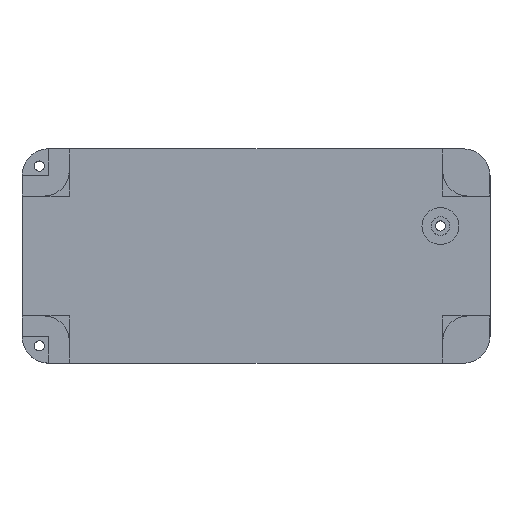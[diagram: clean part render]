
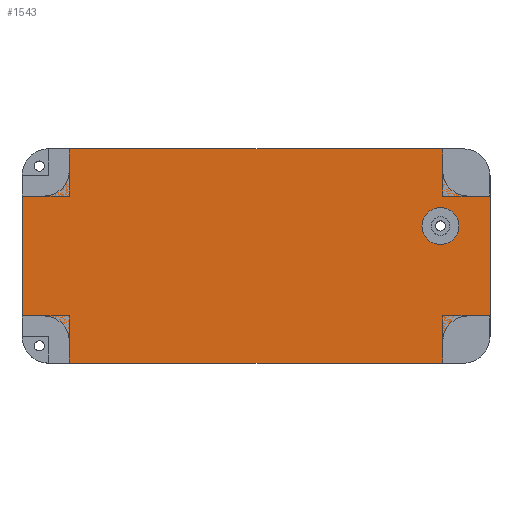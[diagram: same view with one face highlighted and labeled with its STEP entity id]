
A CAD part, top view. The second image highlights one B-rep face of the part: STEP entity #1543.
In plain terms, the highlighted planar face has unit normal (0, 0, 1).
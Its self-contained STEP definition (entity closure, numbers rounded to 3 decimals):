
#44=FACE_BOUND('',#305,.T.);
#45=FACE_BOUND('',#306,.T.);
#46=FACE_BOUND('',#307,.T.);
#47=FACE_BOUND('',#308,.T.);
#48=FACE_BOUND('',#309,.T.);
#107=PLANE('',#1719);
#198=FACE_OUTER_BOUND('',#304,.T.);
#304=EDGE_LOOP('',(#1392,#1393,#1394,#1395,#1396,#1397,#1398,#1399));
#305=EDGE_LOOP('',(#1400));
#306=EDGE_LOOP('',(#1401));
#307=EDGE_LOOP('',(#1402));
#308=EDGE_LOOP('',(#1403));
#309=EDGE_LOOP('',(#1404));
#375=CIRCLE('',#1690,4.);
#377=CIRCLE('',#1693,4.);
#379=CIRCLE('',#1696,4.);
#381=CIRCLE('',#1699,4.);
#383=CIRCLE('',#1702,2.5);
#384=CIRCLE('',#1704,5.75);
#386=CIRCLE('',#1708,5.75);
#388=CIRCLE('',#1712,5.75);
#390=CIRCLE('',#1716,5.75);
#510=LINE('',#2588,#642);
#514=LINE('',#2600,#646);
#518=LINE('',#2612,#650);
#522=LINE('',#2623,#654);
#642=VECTOR('',#2147,10.);
#646=VECTOR('',#2159,10.);
#650=VECTOR('',#2171,10.);
#654=VECTOR('',#2183,10.);
#769=VERTEX_POINT('',#2550);
#771=VERTEX_POINT('',#2556);
#773=VERTEX_POINT('',#2562);
#775=VERTEX_POINT('',#2568);
#777=VERTEX_POINT('',#2574);
#778=VERTEX_POINT('',#2578);
#779=VERTEX_POINT('',#2579);
#782=VERTEX_POINT('',#2587);
#784=VERTEX_POINT('',#2593);
#786=VERTEX_POINT('',#2599);
#788=VERTEX_POINT('',#2605);
#790=VERTEX_POINT('',#2611);
#792=VERTEX_POINT('',#2617);
#965=EDGE_CURVE('',#769,#769,#375,.T.);
#968=EDGE_CURVE('',#771,#771,#377,.T.);
#971=EDGE_CURVE('',#773,#773,#379,.T.);
#974=EDGE_CURVE('',#775,#775,#381,.T.);
#977=EDGE_CURVE('',#777,#777,#383,.T.);
#978=EDGE_CURVE('',#778,#779,#384,.T.);
#982=EDGE_CURVE('',#779,#782,#510,.T.);
#985=EDGE_CURVE('',#782,#784,#386,.T.);
#988=EDGE_CURVE('',#784,#786,#514,.T.);
#991=EDGE_CURVE('',#786,#788,#388,.T.);
#994=EDGE_CURVE('',#790,#788,#518,.T.);
#997=EDGE_CURVE('',#790,#792,#390,.T.);
#1000=EDGE_CURVE('',#792,#778,#522,.T.);
#1392=ORIENTED_EDGE('',*,*,#1000,.T.);
#1393=ORIENTED_EDGE('',*,*,#978,.T.);
#1394=ORIENTED_EDGE('',*,*,#982,.T.);
#1395=ORIENTED_EDGE('',*,*,#985,.T.);
#1396=ORIENTED_EDGE('',*,*,#988,.T.);
#1397=ORIENTED_EDGE('',*,*,#991,.T.);
#1398=ORIENTED_EDGE('',*,*,#994,.F.);
#1399=ORIENTED_EDGE('',*,*,#997,.T.);
#1400=ORIENTED_EDGE('',*,*,#965,.T.);
#1401=ORIENTED_EDGE('',*,*,#968,.T.);
#1402=ORIENTED_EDGE('',*,*,#971,.T.);
#1403=ORIENTED_EDGE('',*,*,#974,.T.);
#1404=ORIENTED_EDGE('',*,*,#977,.F.);
#1543=ADVANCED_FACE('',(#198,#44,#45,#46,#47,#48),#107,.T.);
#1690=AXIS2_PLACEMENT_3D('',#2552,#2107,#2108);
#1693=AXIS2_PLACEMENT_3D('',#2558,#2114,#2115);
#1696=AXIS2_PLACEMENT_3D('',#2564,#2121,#2122);
#1699=AXIS2_PLACEMENT_3D('',#2570,#2128,#2129);
#1702=AXIS2_PLACEMENT_3D('',#2576,#2135,#2136);
#1704=AXIS2_PLACEMENT_3D('',#2580,#2139,#2140);
#1708=AXIS2_PLACEMENT_3D('',#2594,#2152,#2153);
#1712=AXIS2_PLACEMENT_3D('',#2606,#2164,#2165);
#1716=AXIS2_PLACEMENT_3D('',#2618,#2176,#2177);
#1719=AXIS2_PLACEMENT_3D('',#2625,#2185,#2186);
#2107=DIRECTION('center_axis',(0.,0.,-1.));
#2108=DIRECTION('ref_axis',(1.,0.,0.));
#2114=DIRECTION('center_axis',(0.,0.,-1.));
#2115=DIRECTION('ref_axis',(1.,0.,0.));
#2121=DIRECTION('center_axis',(0.,0.,-1.));
#2122=DIRECTION('ref_axis',(1.,0.,0.));
#2128=DIRECTION('center_axis',(0.,0.,-1.));
#2129=DIRECTION('ref_axis',(1.,0.,0.));
#2135=DIRECTION('center_axis',(0.,0.,1.));
#2136=DIRECTION('ref_axis',(-1.,0.,0.));
#2139=DIRECTION('center_axis',(0.,0.,1.));
#2140=DIRECTION('ref_axis',(0.,1.,0.));
#2147=DIRECTION('',(0.,-1.,0.));
#2152=DIRECTION('center_axis',(0.,0.,1.));
#2153=DIRECTION('ref_axis',(-1.,0.,0.));
#2159=DIRECTION('',(1.,0.,0.));
#2164=DIRECTION('center_axis',(0.,0.,1.));
#2165=DIRECTION('ref_axis',(0.,-1.,0.));
#2171=DIRECTION('',(0.,-1.,0.));
#2176=DIRECTION('center_axis',(0.,0.,1.));
#2177=DIRECTION('ref_axis',(1.,0.,0.));
#2183=DIRECTION('',(-1.,0.,0.));
#2185=DIRECTION('center_axis',(0.,0.,1.));
#2186=DIRECTION('ref_axis',(-1.,0.,0.));
#2550=CARTESIAN_POINT('',(91.5,41.,-9.5));
#2552=CARTESIAN_POINT('Origin',(95.5,41.,-9.5));
#2556=CARTESIAN_POINT('',(0.5,4.,-9.5));
#2558=CARTESIAN_POINT('Origin',(4.5,4.,-9.5));
#2562=CARTESIAN_POINT('',(0.5,41.,-9.5));
#2564=CARTESIAN_POINT('Origin',(4.5,41.,-9.5));
#2568=CARTESIAN_POINT('',(91.5,4.,-9.5));
#2570=CARTESIAN_POINT('Origin',(95.5,4.,-9.5));
#2574=CARTESIAN_POINT('',(92.5,29.,-9.5));
#2576=CARTESIAN_POINT('Origin',(90.,29.,-9.5));
#2578=CARTESIAN_POINT('',(5.,45.75,-9.5));
#2579=CARTESIAN_POINT('',(-0.75,40.,-9.5));
#2580=CARTESIAN_POINT('Origin',(5.,40.,-9.5));
#2587=CARTESIAN_POINT('',(-0.75,5.,-9.5));
#2588=CARTESIAN_POINT('',(-0.75,45.75,-9.5));
#2593=CARTESIAN_POINT('',(5.,-0.75,-9.5));
#2594=CARTESIAN_POINT('Origin',(5.,5.,-9.5));
#2599=CARTESIAN_POINT('',(95.,-0.75,-9.5));
#2600=CARTESIAN_POINT('',(5.,-0.75,-9.5));
#2605=CARTESIAN_POINT('',(100.75,5.,-9.5));
#2606=CARTESIAN_POINT('Origin',(95.,5.,-9.5));
#2611=CARTESIAN_POINT('',(100.75,40.,-9.5));
#2612=CARTESIAN_POINT('',(100.75,46.246,-9.5));
#2617=CARTESIAN_POINT('',(95.,45.75,-9.5));
#2618=CARTESIAN_POINT('Origin',(95.,40.,-9.5));
#2623=CARTESIAN_POINT('',(95.,45.75,-9.5));
#2625=CARTESIAN_POINT('Origin',(50.375,22.875,-9.5));
